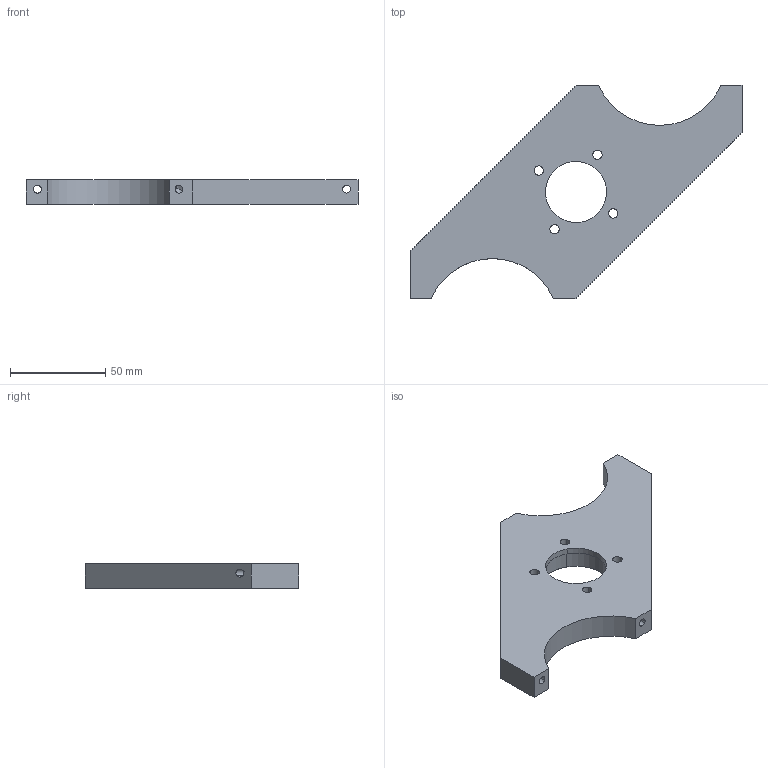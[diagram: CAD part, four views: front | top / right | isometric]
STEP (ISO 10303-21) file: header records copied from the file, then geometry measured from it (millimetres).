
FILE_DESCRIPTION(('CATIA V5 STEP Exchange'),'2;1');
FILE_NAME('EOLX1.0 Banc d''essai\EOLX1.0-D-000-004_A.stp','2020-01-30T21:51:35+00:00',('none'),('none'),'CATIA Version 5 Release 21 GA (IN-10)','CATIA V5 STEP AP203','none');
FILE_SCHEMA(('CONFIG_CONTROL_DESIGN'));
Length unit declared in the file: millimetre
Products named in the file (1): EOLX1.0-D-000-004_A
Bounding box: 174 x 111.8 x 13 mm (x, y, z)
Volume: 114856.3 mm3; surface area: 28087.7 mm2
Topology: 1 solids, 1 shells, 41 faces, 106 edges, 66 vertices
Faces by surface type: cylinder 22, plane 11, cone 6, torus 2
Entity records: 1238 total; most frequent: CARTESIAN_POINT 262, ORIENTED_EDGE 204, DIRECTION 148, EDGE_CURVE 102, AXIS2_PLACEMENT_3D 72, VERTEX_POINT 66, EDGE_LOOP 58, VECTOR 52
